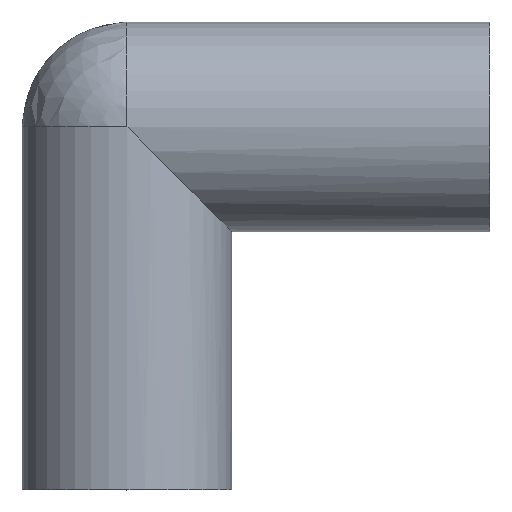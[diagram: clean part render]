
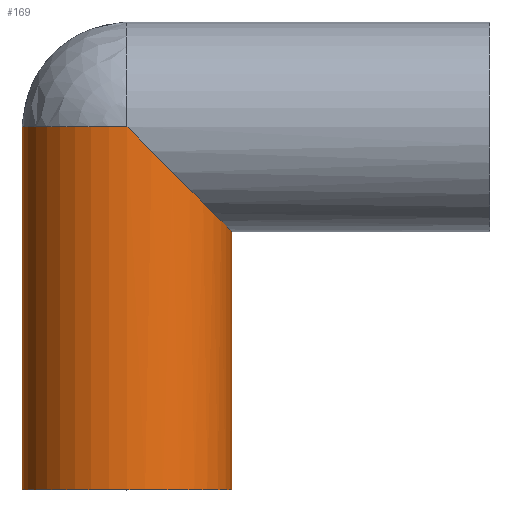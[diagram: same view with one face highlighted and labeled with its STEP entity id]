
A CAD part, top view. The second image highlights one B-rep face of the part: STEP entity #169.
In plain terms, the highlighted cylindrical face has radius 31.5 mm (diameter 63 mm), a partial arc.
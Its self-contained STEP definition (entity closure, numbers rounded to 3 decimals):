
#89 = EDGE_CURVE( '', #123, #129, #224, .T. );
#93 = EDGE_CURVE( '', #143, #189, #228, .T. );
#123 = VERTEX_POINT( '', #261 );
#129 = VERTEX_POINT( '', #267 );
#131 = EDGE_CURVE( '', #123, #143, #269, .T. );
#143 = VERTEX_POINT( '', #283 );
#145 = EDGE_CURVE( '', #177, #189, #285, .T. );
#169 = ADVANCED_FACE( '', ( #312 ), #313, .T. );
#177 = VERTEX_POINT( '', #321 );
#189 = VERTEX_POINT( '', #336 );
#197 = EDGE_CURVE( '', #177, #129, #345, .T. );
#224 = LINE( '', #365, #366 );
#228 = ELLIPSE( '', #372, 44.548, 31.5 );
#261 = CARTESIAN_POINT( '', ( -31.5, 109., 0. ) );
#267 = CARTESIAN_POINT( '', ( -31.5, 0., 0. ) );
#269 = CIRCLE( '', #424, 31.5 );
#283 = CARTESIAN_POINT( '', ( 0., 109., 31.5 ) );
#285 = LINE( '', #442, #443 );
#312 = FACE_OUTER_BOUND( '', #475, .T. );
#313 = CYLINDRICAL_SURFACE( '', #476, 31.5 );
#321 = CARTESIAN_POINT( '', ( 31.5, 0., 0. ) );
#336 = CARTESIAN_POINT( '', ( 31.5, 77.5, 0. ) );
#345 = CIRCLE( '', #517, 31.5 );
#365 = CARTESIAN_POINT( '', ( -31.5, 54.5, 0. ) );
#366 = VECTOR( '', #532, 1. );
#372 = AXIS2_PLACEMENT_3D( '', #536, #537, #538 );
#424 = AXIS2_PLACEMENT_3D( '', #589, #590, #591 );
#442 = CARTESIAN_POINT( '', ( 31.5, 54.5, 0. ) );
#443 = VECTOR( '', #603, 1. );
#475 = EDGE_LOOP( '', ( #646, #647, #648, #649, #650 ) );
#476 = AXIS2_PLACEMENT_3D( '', #651, #652, #653 );
#517 = AXIS2_PLACEMENT_3D( '', #689, #690, #691 );
#532 = DIRECTION( '', ( 0., -1., 0. ) );
#536 = CARTESIAN_POINT( '', ( 0., 109., 0. ) );
#537 = DIRECTION( '', ( 0.707, 0.707, 0. ) );
#538 = DIRECTION( '', ( -0.707, 0.707, 0. ) );
#589 = CARTESIAN_POINT( '', ( 0., 109., 0. ) );
#590 = DIRECTION( '', ( 0., 1., 0. ) );
#591 = DIRECTION( '', ( 0., 0., -1. ) );
#603 = DIRECTION( '', ( 0., 1., 0. ) );
#646 = ORIENTED_EDGE( '', *, *, #89, .T. );
#647 = ORIENTED_EDGE( '', *, *, #197, .F. );
#648 = ORIENTED_EDGE( '', *, *, #145, .T. );
#649 = ORIENTED_EDGE( '', *, *, #93, .F. );
#650 = ORIENTED_EDGE( '', *, *, #131, .F. );
#651 = CARTESIAN_POINT( '', ( 0., 54.5, 0. ) );
#652 = DIRECTION( '', ( 0., 1., 0. ) );
#653 = DIRECTION( '', ( -1., 0., 0. ) );
#689 = CARTESIAN_POINT( '', ( 0., 0., 0. ) );
#690 = DIRECTION( '', ( 0., -1., 0. ) );
#691 = DIRECTION( '', ( -1., 0., 0. ) );
